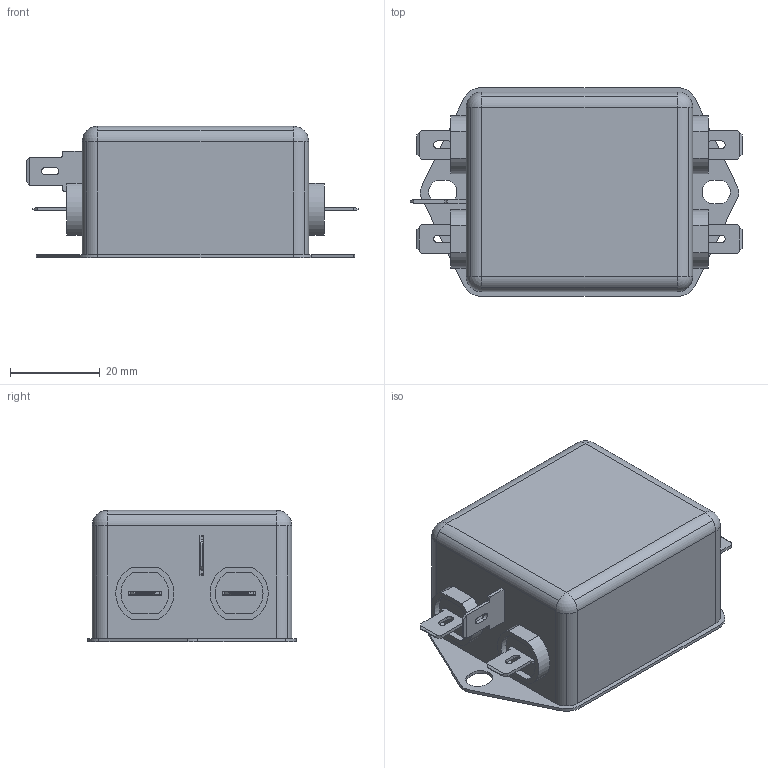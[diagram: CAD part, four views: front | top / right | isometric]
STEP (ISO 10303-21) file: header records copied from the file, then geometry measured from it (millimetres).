
FILE_DESCRIPTION(('STEP AP242'),'1');
FILE_NAME('fn2060-6-06.stp','2022-08-24T04:14:02',('TraceParts'),('TraceParts S.A.'),'Spatial InterOp 3D',' ',' ');
FILE_SCHEMA(('AP242_MANAGED_MODEL_BASED_3D_ENGINEERING_MIM_LF {1 0 10303 442 1 1 4}'));
Length unit declared in the file: millimetre
Products named in the file (1): fn2060-6-06_1
Bounding box: 74.05 x 46.6 x 29.3 mm (x, y, z)
Volume: 66970.6 mm3; surface area: 12536.6 mm2
Topology: 5 solids, 5 shells, 396 faces, 1088 edges, 712 vertices
Faces by surface type: plane 193, cylinder 149, bspline 50, sphere 4
Entity records: 16519 total; most frequent: CARTESIAN_POINT 3173, ORIENTED_EDGE 2168, DIRECTION 2034, EDGE_CURVE 1084, VERTEX_POINT 712, LINE 708, VECTOR 708, AXIS2_PLACEMENT_3D 663
